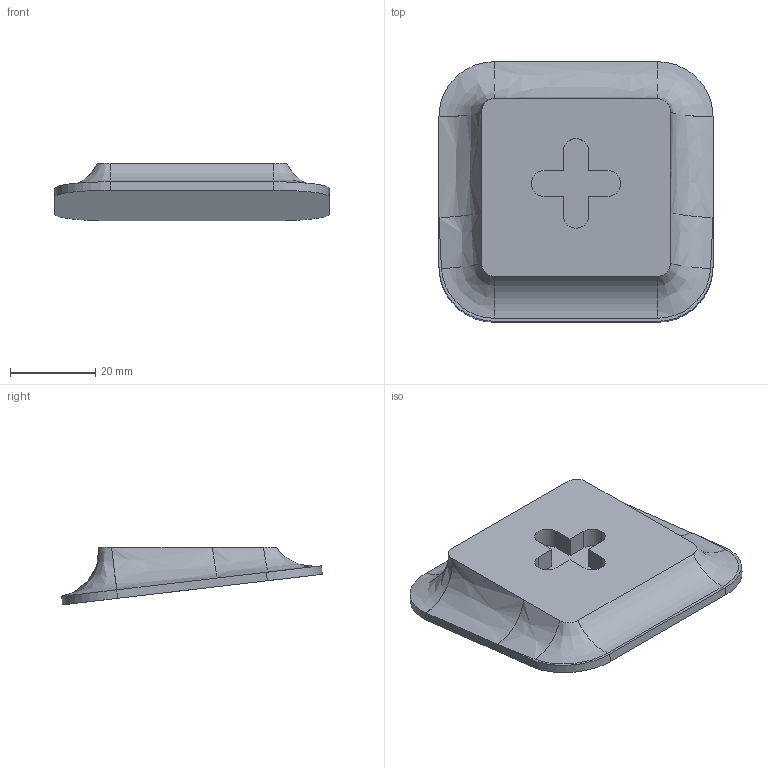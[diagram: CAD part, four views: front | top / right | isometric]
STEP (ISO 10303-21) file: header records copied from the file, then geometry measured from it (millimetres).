
FILE_DESCRIPTION(/* description */ (''),/* implementation_level */ '2;1');
FILE_NAME(/* name */ 'Subbase.step',/* time_stamp */ '2025-12-29T14:22:56+01:00',/* author */ (''),/* organization */ (''),/* preprocessor_version */ 'ST-DEVELOPER v20.1',/* originating_system */ 'Autodesk Translation Framework v14.21.0.0',/* authorisation */ '');
FILE_SCHEMA (('AUTOMOTIVE_DESIGN { 1 0 10303 214 3 1 1 }'));
Length unit declared in the file: millimetre
Products named in the file (1): Subbase
Bounding box: 64.34 x 61.22 x 13.51 mm (x, y, z)
Volume: 24843.7 mm3; surface area: 9129.9 mm2
Topology: 1 solids, 1 shells, 38 faces, 99 edges, 64 vertices
Faces by surface type: plane 17, bspline 11, cylinder 10
Entity records: 1497 total; most frequent: CARTESIAN_POINT 529, ORIENTED_EDGE 198, DIRECTION 187, EDGE_CURVE 99, VERTEX_POINT 64, AXIS2_PLACEMENT_3D 64, LINE 59, VECTOR 59
